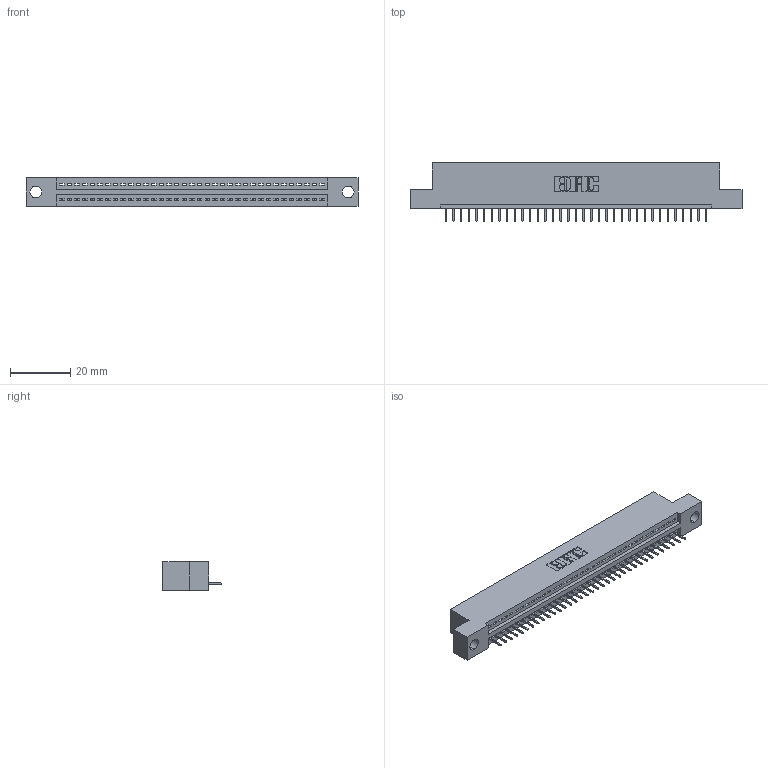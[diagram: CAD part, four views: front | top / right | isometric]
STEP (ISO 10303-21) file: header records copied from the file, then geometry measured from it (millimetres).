
FILE_DESCRIPTION (( 'STEP AP203' ), '1' );
FILE_NAME ('395-035-524-104.STEP', '2021-05-31T14:51:57', ( '' ), ( '' ), 'SwSTEP 2.0', 'SolidWorks 2020', '' );
FILE_SCHEMA (( 'CONFIG_CONTROL_DESIGN' ));
Length unit declared in the file: inch
Products named in the file (3): 345-292-001_345-293-124; 395-035-524-104; 345 Part_Flush Mounting Lugs - 0.156 Dia-TI
Assembly tree (36 placements, depth 2):
  395-035-524-104
    345 Part_Flush Mounting Lugs - 0.156 Dia-TI
    345-292-001_345-293-124  x35
Bounding box: 110.11 x 19.35 x 9.4 mm (x, y, z)
Volume: 10156.7 mm3; surface area: 12802.6 mm2
Topology: 36 solids, 36 shells, 2310 faces, 6677 edges, 4310 vertices
Faces by surface type: plane 1704, cylinder 606
Entity records: 27777 total; most frequent: CARTESIAN_POINT 4819, ORIENTED_EDGE 4786, DIRECTION 4219, EDGE_CURVE 2393, VECTOR 2125, LINE 2125, VERTEX_POINT 1590, AXIS2_PLACEMENT_3D 1047
